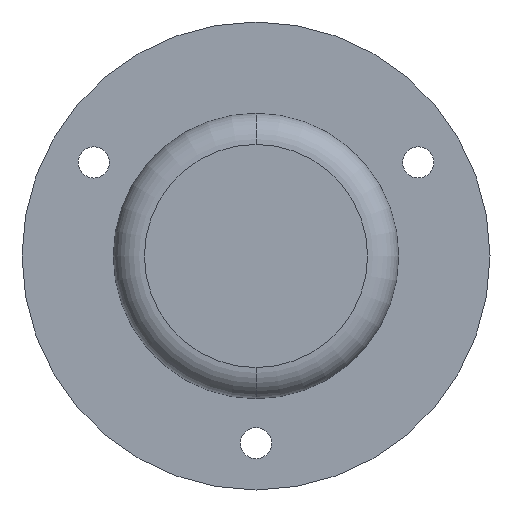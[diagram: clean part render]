
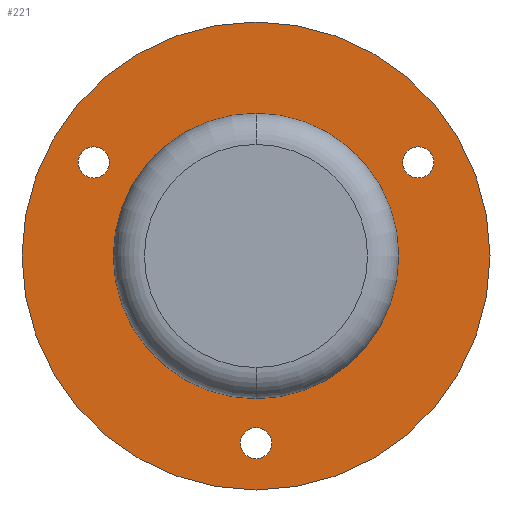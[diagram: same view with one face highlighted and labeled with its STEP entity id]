
A CAD part, front view. The second image highlights one B-rep face of the part: STEP entity #221.
In plain terms, the highlighted planar face has unit normal (0, -1, 0).
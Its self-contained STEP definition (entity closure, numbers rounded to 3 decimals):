
#11 = CARTESIAN_POINT ( 'NONE',  ( -10.392, -12.1, 7. ) ) ;
#12 = CIRCLE ( 'NONE', #483, 15. ) ;
#13 = ORIENTED_EDGE ( 'NONE', *, *, #667, .F. ) ;
#33 = ORIENTED_EDGE ( 'NONE', *, *, #872, .F. ) ;
#45 = AXIS2_PLACEMENT_3D ( 'NONE', #758, #661, #174 ) ;
#47 = CARTESIAN_POINT ( 'NONE',  ( 0., -12.1, -13. ) ) ;
#49 = AXIS2_PLACEMENT_3D ( 'NONE', #458, #454, #201 ) ;
#65 = EDGE_LOOP ( 'NONE', ( #404, #399 ) ) ;
#76 = EDGE_LOOP ( 'NONE', ( #13, #413 ) ) ;
#91 = VERTEX_POINT ( 'NONE', #641 ) ;
#92 = FACE_BOUND ( 'NONE', #65, .T. ) ;
#102 = DIRECTION ( 'NONE',  ( 0., -1., 0. ) ) ;
#106 = EDGE_CURVE ( 'NONE', #827, #755, #735, .T. ) ;
#107 = DIRECTION ( 'NONE',  ( 0., 0., 1. ) ) ;
#120 = DIRECTION ( 'NONE',  ( 0., -1., 0. ) ) ;
#129 = DIRECTION ( 'NONE',  ( 0., -1., 0. ) ) ;
#140 = DIRECTION ( 'NONE',  ( 0., -1., 0. ) ) ;
#153 = VERTEX_POINT ( 'NONE', #444 ) ;
#155 = DIRECTION ( 'NONE',  ( 0., 0., -1. ) ) ;
#163 = FACE_BOUND ( 'NONE', #864, .T. ) ;
#174 = DIRECTION ( 'NONE',  ( 0., 0., -1. ) ) ;
#182 = FACE_OUTER_BOUND ( 'NONE', #263, .T. ) ;
#183 = CARTESIAN_POINT ( 'NONE',  ( 10.392, -12.1, 6. ) ) ;
#201 = DIRECTION ( 'NONE',  ( 0., 0., -1. ) ) ;
#216 = CARTESIAN_POINT ( 'NONE',  ( 10.392, -12.1, 5. ) ) ;
#221 = ADVANCED_FACE ( 'NONE', ( #596, #92, #506, #163, #182 ), #408, .T. ) ;
#226 = CIRCLE ( 'NONE', #727, 1. ) ;
#236 = VERTEX_POINT ( 'NONE', #276 ) ;
#244 = AXIS2_PLACEMENT_3D ( 'NONE', #462, #129, #331 ) ;
#251 = EDGE_CURVE ( 'NONE', #91, #640, #264, .T. ) ;
#263 = EDGE_LOOP ( 'NONE', ( #855, #33 ) ) ;
#264 = CIRCLE ( 'NONE', #492, 1. ) ;
#276 = CARTESIAN_POINT ( 'NONE',  ( 0., -12.1, -11. ) ) ;
#285 = CARTESIAN_POINT ( 'NONE',  ( 0., -12.1, 0. ) ) ;
#298 = CARTESIAN_POINT ( 'NONE',  ( 0., -12.1, 0. ) ) ;
#304 = EDGE_CURVE ( 'NONE', #236, #627, #652, .T. ) ;
#330 = EDGE_CURVE ( 'NONE', #459, #672, #691, .T. ) ;
#331 = DIRECTION ( 'NONE',  ( 0., 0., -1. ) ) ;
#342 = EDGE_CURVE ( 'NONE', #755, #827, #771, .T. ) ;
#365 = DIRECTION ( 'NONE',  ( 0., 0., 1. ) ) ;
#375 = ORIENTED_EDGE ( 'NONE', *, *, #304, .F. ) ;
#399 = ORIENTED_EDGE ( 'NONE', *, *, #251, .F. ) ;
#400 = CARTESIAN_POINT ( 'NONE',  ( 10.392, -12.1, 6. ) ) ;
#404 = ORIENTED_EDGE ( 'NONE', *, *, #711, .F. ) ;
#408 = PLANE ( 'NONE',  #49 ) ;
#413 = ORIENTED_EDGE ( 'NONE', *, *, #330, .F. ) ;
#418 = ORIENTED_EDGE ( 'NONE', *, *, #106, .T. ) ;
#444 = CARTESIAN_POINT ( 'NONE',  ( 0., -12.1, 15. ) ) ;
#446 = AXIS2_PLACEMENT_3D ( 'NONE', #505, #102, #561 ) ;
#449 = CARTESIAN_POINT ( 'NONE',  ( 10.392, -12.1, 7. ) ) ;
#454 = DIRECTION ( 'NONE',  ( 0., -1., 0. ) ) ;
#458 = CARTESIAN_POINT ( 'NONE',  ( -9.15, -12.1, 0. ) ) ;
#459 = VERTEX_POINT ( 'NONE', #216 ) ;
#462 = CARTESIAN_POINT ( 'NONE',  ( 0., -12.1, -12. ) ) ;
#483 = AXIS2_PLACEMENT_3D ( 'NONE', #719, #501, #107 ) ;
#491 = CARTESIAN_POINT ( 'NONE',  ( 0., -12.1, -15. ) ) ;
#492 = AXIS2_PLACEMENT_3D ( 'NONE', #529, #140, #535 ) ;
#496 = EDGE_CURVE ( 'NONE', #153, #813, #534, .T. ) ;
#501 = DIRECTION ( 'NONE',  ( 0., 1., 0. ) ) ;
#505 = CARTESIAN_POINT ( 'NONE',  ( -10.392, -12.1, 6. ) ) ;
#506 = FACE_BOUND ( 'NONE', #527, .T. ) ;
#527 = EDGE_LOOP ( 'NONE', ( #375, #625 ) ) ;
#529 = CARTESIAN_POINT ( 'NONE',  ( -10.392, -12.1, 6. ) ) ;
#534 = CIRCLE ( 'NONE', #537, 15. ) ;
#535 = DIRECTION ( 'NONE',  ( 0., 0., -1. ) ) ;
#537 = AXIS2_PLACEMENT_3D ( 'NONE', #298, #757, #365 ) ;
#546 = DIRECTION ( 'NONE',  ( 0., -1., 0. ) ) ;
#561 = DIRECTION ( 'NONE',  ( 0., 0., -1. ) ) ;
#563 = CIRCLE ( 'NONE', #446, 1. ) ;
#564 = CARTESIAN_POINT ( 'NONE',  ( 0., -12.1, 0. ) ) ;
#570 = AXIS2_PLACEMENT_3D ( 'NONE', #564, #829, #808 ) ;
#585 = AXIS2_PLACEMENT_3D ( 'NONE', #400, #546, #155 ) ;
#586 = DIRECTION ( 'NONE',  ( 0., 0., -1. ) ) ;
#596 = FACE_BOUND ( 'NONE', #76, .T. ) ;
#625 = ORIENTED_EDGE ( 'NONE', *, *, #789, .F. ) ;
#627 = VERTEX_POINT ( 'NONE', #47 ) ;
#631 = DIRECTION ( 'NONE',  ( 0., 0., 1. ) ) ;
#634 = AXIS2_PLACEMENT_3D ( 'NONE', #285, #744, #631 ) ;
#640 = VERTEX_POINT ( 'NONE', #11 ) ;
#641 = CARTESIAN_POINT ( 'NONE',  ( -10.392, -12.1, 5. ) ) ;
#651 = ORIENTED_EDGE ( 'NONE', *, *, #342, .T. ) ;
#652 = CIRCLE ( 'NONE', #244, 1. ) ;
#661 = DIRECTION ( 'NONE',  ( 0., -1., 0. ) ) ;
#667 = EDGE_CURVE ( 'NONE', #672, #459, #226, .T. ) ;
#672 = VERTEX_POINT ( 'NONE', #449 ) ;
#691 = CIRCLE ( 'NONE', #585, 1. ) ;
#711 = EDGE_CURVE ( 'NONE', #640, #91, #563, .T. ) ;
#719 = CARTESIAN_POINT ( 'NONE',  ( 0., -12.1, 0. ) ) ;
#727 = AXIS2_PLACEMENT_3D ( 'NONE', #183, #120, #586 ) ;
#735 = CIRCLE ( 'NONE', #570, 9.15 ) ;
#744 = DIRECTION ( 'NONE',  ( 0., 1., 0. ) ) ;
#755 = VERTEX_POINT ( 'NONE', #765 ) ;
#757 = DIRECTION ( 'NONE',  ( 0., 1., 0. ) ) ;
#758 = CARTESIAN_POINT ( 'NONE',  ( 0., -12.1, -12. ) ) ;
#765 = CARTESIAN_POINT ( 'NONE',  ( 0., -12.1, -9.15 ) ) ;
#770 = CARTESIAN_POINT ( 'NONE',  ( 0., -12.1, 9.15 ) ) ;
#771 = CIRCLE ( 'NONE', #634, 9.15 ) ;
#777 = CIRCLE ( 'NONE', #45, 1. ) ;
#789 = EDGE_CURVE ( 'NONE', #627, #236, #777, .T. ) ;
#808 = DIRECTION ( 'NONE',  ( 0., 0., 1. ) ) ;
#813 = VERTEX_POINT ( 'NONE', #491 ) ;
#827 = VERTEX_POINT ( 'NONE', #770 ) ;
#829 = DIRECTION ( 'NONE',  ( 0., 1., 0. ) ) ;
#855 = ORIENTED_EDGE ( 'NONE', *, *, #496, .F. ) ;
#864 = EDGE_LOOP ( 'NONE', ( #418, #651 ) ) ;
#872 = EDGE_CURVE ( 'NONE', #813, #153, #12, .T. ) ;
